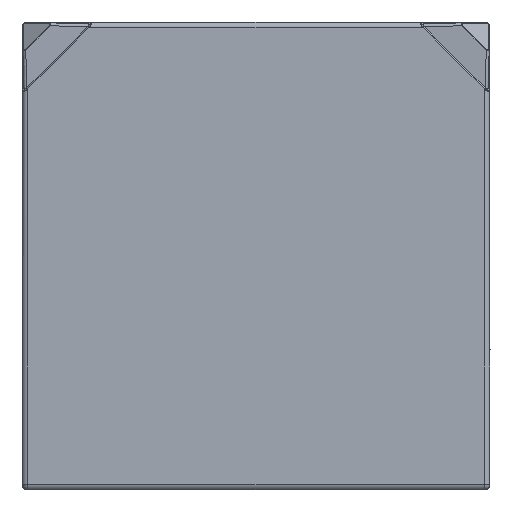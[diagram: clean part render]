
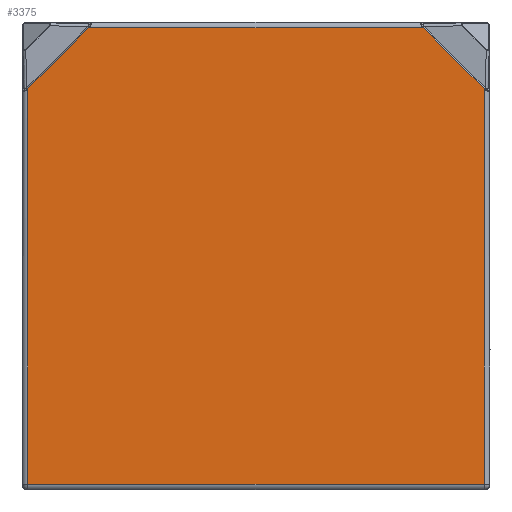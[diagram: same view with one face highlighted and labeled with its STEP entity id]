
A CAD part, front view. The second image highlights one B-rep face of the part: STEP entity #3375.
In plain terms, the highlighted planar face has unit normal (0, -1, 0).
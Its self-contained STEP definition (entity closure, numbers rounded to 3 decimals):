
#42=DIRECTION('',(0.707,0.,-0.707));
#43=VECTOR('',#42,7.348);
#44=CARTESIAN_POINT('',(34.304,0.,
-0.5));
#45=LINE('',#44,#43);
#120=DIRECTION('',(-1.,0.,0.));
#121=VECTOR('',#120,28.608);
#122=CARTESIAN_POINT('',(34.304,0.,
-0.5));
#123=LINE('',#122,#121);
#128=DIRECTION('',(-0.707,0.,-0.707));
#129=VECTOR('',#128,7.348);
#130=CARTESIAN_POINT('',(5.696,0.,-0.5));
#131=LINE('',#130,#129);
#198=DIRECTION('',(0.,0.,-1.));
#199=VECTOR('',#198,33.804);
#200=CARTESIAN_POINT('',(0.5,0.,-5.696));
#201=LINE('',#200,#199);
#2229=DIRECTION('',(0.,0.,1.));
#2230=VECTOR('',#2229,33.804);
#2231=CARTESIAN_POINT('',(39.5,0.,-39.5));
#2232=LINE('',#2231,#2230);
#2233=DIRECTION('',(1.,0.,0.));
#2234=VECTOR('',#2233,39.);
#2235=CARTESIAN_POINT('',(0.5,0.,-39.5));
#2236=LINE('',#2235,#2234);
#2797=CARTESIAN_POINT('',(34.304,0.,
-0.5));
#2798=CARTESIAN_POINT('',(39.5,0.,-5.696));
#2799=VERTEX_POINT('',#2797);
#2800=VERTEX_POINT('',#2798);
#2801=CARTESIAN_POINT('',(39.5,0.,-39.5));
#2802=VERTEX_POINT('',#2801);
#2803=CARTESIAN_POINT('',(0.5,0.,-39.5));
#2804=VERTEX_POINT('',#2803);
#2805=CARTESIAN_POINT('',(0.5,0.,-5.696));
#2806=VERTEX_POINT('',#2805);
#2807=CARTESIAN_POINT('',(5.696,0.,-0.5));
#2808=VERTEX_POINT('',#2807);
#3356=CARTESIAN_POINT('',(0.,0.,0.));
#3357=DIRECTION('',(0.,1.,0.));
#3358=DIRECTION('',(1.,0.,0.));
#3359=AXIS2_PLACEMENT_3D('',#3356,#3357,#3358);
#3360=PLANE('',#3359);
#3362=ORIENTED_EDGE('',*,*,#3361,.T.);
#3364=ORIENTED_EDGE('',*,*,#3363,.F.);
#3366=ORIENTED_EDGE('',*,*,#3365,.F.);
#3368=ORIENTED_EDGE('',*,*,#3367,.F.);
#3370=ORIENTED_EDGE('',*,*,#3369,.F.);
#3372=ORIENTED_EDGE('',*,*,#3371,.F.);
#3373=EDGE_LOOP('',(#3362,#3364,#3366,#3368,#3370,#3372));
#3374=FACE_OUTER_BOUND('',#3373,.F.);
#3375=ADVANCED_FACE('',(#3374),#3360,.F.);
#3361=EDGE_CURVE('',#2799,#2800,#45,.T.);
#3363=EDGE_CURVE('',#2802,#2800,#2232,.T.);
#3365=EDGE_CURVE('',#2804,#2802,#2236,.T.);
#3367=EDGE_CURVE('',#2806,#2804,#201,.T.);
#3369=EDGE_CURVE('',#2808,#2806,#131,.T.);
#3371=EDGE_CURVE('',#2799,#2808,#123,.T.);
